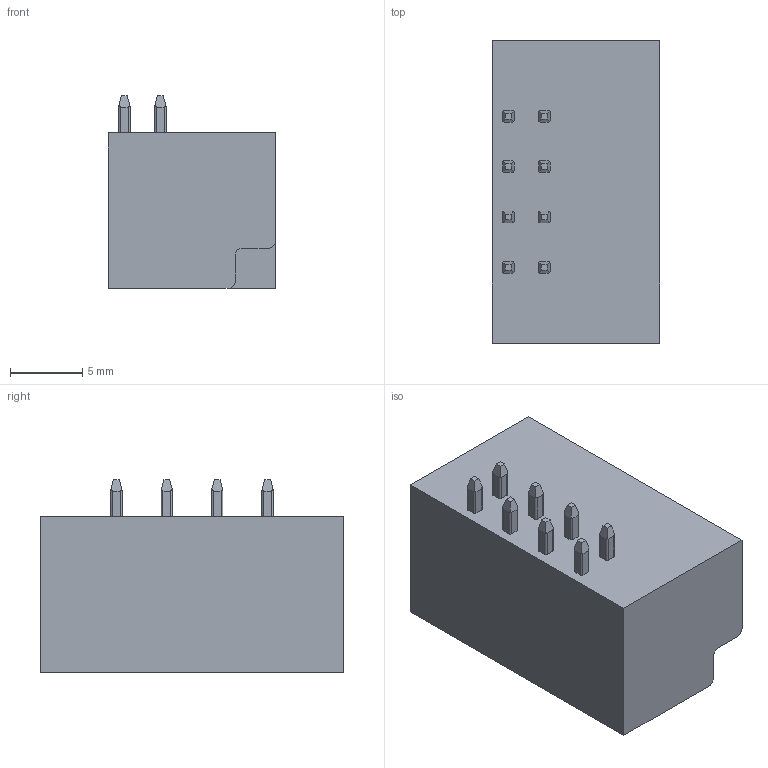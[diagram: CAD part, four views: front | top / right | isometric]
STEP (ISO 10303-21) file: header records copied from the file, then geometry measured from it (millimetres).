
FILE_DESCRIPTION((''),'2;1');
FILE_NAME('1111','2024-11-15T17:15:14',('tluser'),(''),'CREO PARAMETRIC BY PTC INC, 2018100','CREO PARAMETRIC BY PTC INC, 2018100','');
FILE_SCHEMA(('CONFIG_CONTROL_DESIGN'));
Length unit declared in the file: millimetre
Products named in the file (1): 1111
Bounding box: 11.6 x 21 x 13.4 mm (x, y, z)
Volume: 2028.2 mm3; surface area: 1820.9 mm2
Topology: 1 solids, 1 shells, 367 faces, 1032 edges, 688 vertices
Faces by surface type: plane 241, cylinder 98, extrusion 28
Entity records: 12186 total; most frequent: CARTESIAN_POINT 2825, ORIENTED_EDGE 2064, DIRECTION 1726, EDGE_CURVE 1032, VECTOR 744, LINE 716, VERTEX_POINT 688, AXIS2_PLACEMENT_3D 491
